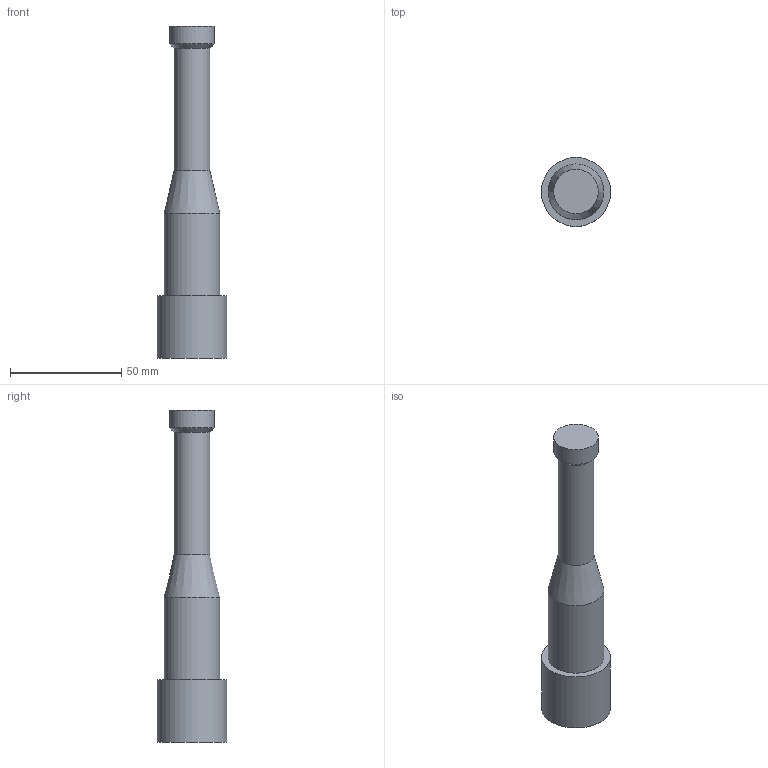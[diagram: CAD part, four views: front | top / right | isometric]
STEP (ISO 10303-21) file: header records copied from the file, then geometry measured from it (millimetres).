
FILE_DESCRIPTION(/* description */ (''),/* implementation_level */ '2;1');
FILE_NAME(/* name */ 'DC1F.stp',/* time_stamp */ '2014-12-01T15:24:44+01:00',/* author */ ('sh'),/* organization */ (''),/* preprocessor_version */ 'ST-DEVELOPER v15.2',/* originating_system */ 'Autodesk Inventor 2014',/* authorisation */ '');
FILE_SCHEMA (('AUTOMOTIVE_DESIGN { 1 0 10303 214 3 1 1 }'));
Length unit declared in the file: millimetre
Products named in the file (1): DC1F
Bounding box: 31 x 31 x 149 mm (x, y, z)
Volume: 53485.3 mm3; surface area: 13790 mm2
Topology: 1 solids, 1 shells, 19 faces, 41 edges, 25 vertices
Faces by surface type: cylinder 8, plane 5, cone 4, bspline 2
Full cylindrical faces by diameter (mm): 14 x1, 16 x1, 20 x1, 25 x1, 31 x1
Entity records: 1178 total; most frequent: CARTESIAN_POINT 809, DIRECTION 70, ORIENTED_EDGE 56, AXIS2_PLACEMENT_3D 31, EDGE_LOOP 29, EDGE_CURVE 27, VERTEX_POINT 20, ADVANCED_FACE 19
